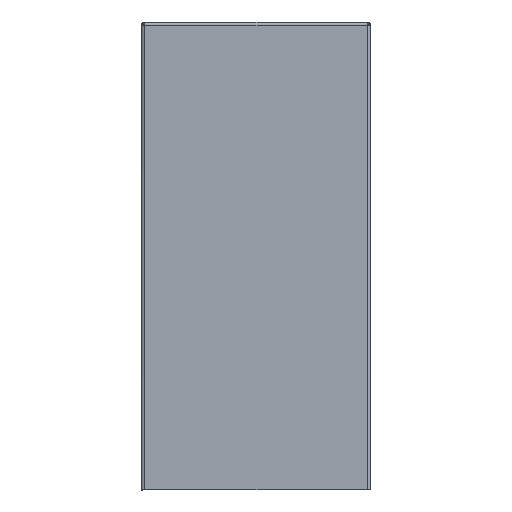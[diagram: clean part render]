
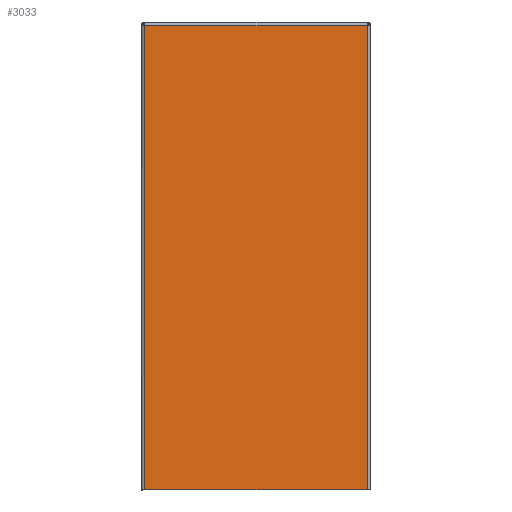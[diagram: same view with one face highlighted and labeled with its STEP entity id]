
A CAD part, top view. The second image highlights one B-rep face of the part: STEP entity #3033.
In plain terms, the highlighted planar face has unit normal (0, 0, 1).
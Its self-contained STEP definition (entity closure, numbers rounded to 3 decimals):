
#192 = LINE ( 'NONE', #1061, #3393 ) ;
#376 = DIRECTION ( 'NONE',  ( 0., 0., 1. ) ) ;
#518 = VERTEX_POINT ( 'NONE', #3756 ) ;
#879 = VERTEX_POINT ( 'NONE', #5245 ) ;
#1061 = CARTESIAN_POINT ( 'NONE',  ( 986.796, 66.227, -1679.674 ) ) ;
#1180 = VECTOR ( 'NONE', #7544, 1000. ) ;
#1549 = EDGE_CURVE ( 'NONE', #879, #518, #192, .T. ) ;
#1692 = DIRECTION ( 'NONE',  ( -1., 0., 0. ) ) ;
#1806 = EDGE_CURVE ( 'NONE', #518, #6876, #2873, .T. ) ;
#2290 = ORIENTED_EDGE ( 'NONE', *, *, #3668, .T. ) ;
#2873 = LINE ( 'NONE', #5047, #1180 ) ;
#3033 = ADVANCED_FACE ( 'NONE', ( #6627 ), #3514, .T. ) ;
#3270 = AXIS2_PLACEMENT_3D ( 'NONE', #4226, #376, #4874 ) ;
#3306 = LINE ( 'NONE', #3525, #6702 ) ;
#3393 = VECTOR ( 'NONE', #1692, 1000. ) ;
#3494 = DIRECTION ( 'NONE',  ( 0., 1., 0. ) ) ;
#3514 = PLANE ( 'NONE',  #3270 ) ;
#3525 = CARTESIAN_POINT ( 'NONE',  ( 986.796, -135.931, -1679.674 ) ) ;
#3668 = EDGE_CURVE ( 'NONE', #6876, #7273, #3306, .T. ) ;
#3756 = CARTESIAN_POINT ( 'NONE',  ( 928.346, 66.227, -1679.674 ) ) ;
#4226 = CARTESIAN_POINT ( 'NONE',  ( 986.796, 66.223, -1679.674 ) ) ;
#4355 = LINE ( 'NONE', #6050, #5878 ) ;
#4378 = EDGE_CURVE ( 'NONE', #7273, #879, #4355, .T. ) ;
#4551 = ORIENTED_EDGE ( 'NONE', *, *, #1806, .T. ) ;
#4874 = DIRECTION ( 'NONE',  ( 0., -1., 0. ) ) ;
#5047 = CARTESIAN_POINT ( 'NONE',  ( 928.346, 66.223, -1679.674 ) ) ;
#5245 = CARTESIAN_POINT ( 'NONE',  ( 1025.246, 66.227, -1679.674 ) ) ;
#5382 = ORIENTED_EDGE ( 'NONE', *, *, #4378, .T. ) ;
#5878 = VECTOR ( 'NONE', #3494, 1000. ) ;
#6016 = ORIENTED_EDGE ( 'NONE', *, *, #1549, .T. ) ;
#6050 = CARTESIAN_POINT ( 'NONE',  ( 1025.246, 66.223, -1679.674 ) ) ;
#6627 = FACE_OUTER_BOUND ( 'NONE', #7644, .T. ) ;
#6702 = VECTOR ( 'NONE', #8015, 1000. ) ;
#6876 = VERTEX_POINT ( 'NONE', #7000 ) ;
#7000 = CARTESIAN_POINT ( 'NONE',  ( 928.346, -135.931, -1679.674 ) ) ;
#7273 = VERTEX_POINT ( 'NONE', #7954 ) ;
#7544 = DIRECTION ( 'NONE',  ( 0., -1., 0. ) ) ;
#7644 = EDGE_LOOP ( 'NONE', ( #2290, #5382, #6016, #4551 ) ) ;
#7954 = CARTESIAN_POINT ( 'NONE',  ( 1025.246, -135.931, -1679.674 ) ) ;
#8015 = DIRECTION ( 'NONE',  ( 1., 0., 0. ) ) ;
